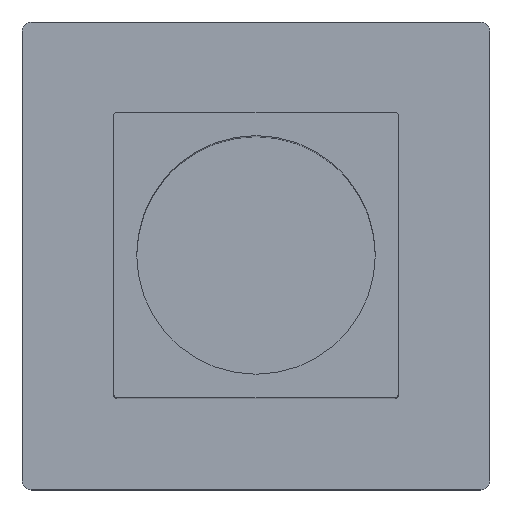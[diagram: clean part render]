
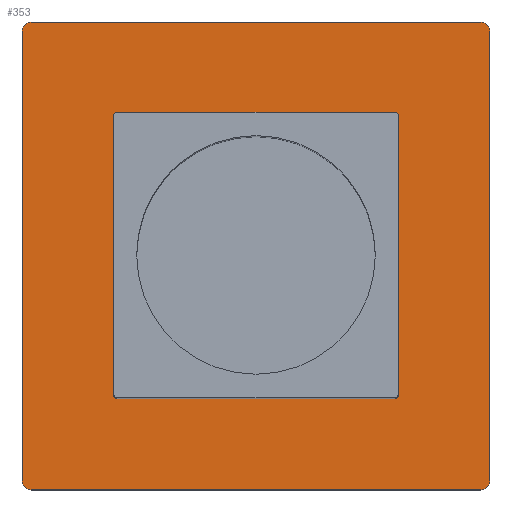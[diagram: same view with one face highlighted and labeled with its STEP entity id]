
A CAD part, top view. The second image highlights one B-rep face of the part: STEP entity #353.
In plain terms, the highlighted planar face has unit normal (0, 0, 1).
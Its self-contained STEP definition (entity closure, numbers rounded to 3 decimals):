
#24=FACE_BOUND('',#48,.T.);
#26=FACE_OUTER_BOUND('',#47,.T.);
#47=EDGE_LOOP('',(#239,#240,#241,#242,#243,#244,#245,#246));
#48=EDGE_LOOP('',(#247,#248,#249,#250,#251,#252,#253,#254));
#70=LINE('',#546,#103);
#71=LINE('',#550,#104);
#72=LINE('',#554,#105);
#73=LINE('',#557,#106);
#74=LINE('',#560,#107);
#75=LINE('',#564,#108);
#76=LINE('',#568,#109);
#77=LINE('',#572,#110);
#103=VECTOR('',#433,10.);
#104=VECTOR('',#436,10.);
#105=VECTOR('',#439,10.);
#106=VECTOR('',#442,10.);
#107=VECTOR('',#443,10.);
#108=VECTOR('',#446,10.);
#109=VECTOR('',#449,10.);
#110=VECTOR('',#452,10.);
#136=CIRCLE('',#389,2.);
#137=CIRCLE('',#390,2.);
#138=CIRCLE('',#391,2.);
#139=CIRCLE('',#392,2.);
#140=CIRCLE('',#393,1.);
#141=CIRCLE('',#394,1.);
#142=CIRCLE('',#395,1.);
#143=CIRCLE('',#396,1.);
#154=VERTEX_POINT('',#542);
#155=VERTEX_POINT('',#543);
#156=VERTEX_POINT('',#545);
#157=VERTEX_POINT('',#547);
#158=VERTEX_POINT('',#549);
#159=VERTEX_POINT('',#551);
#160=VERTEX_POINT('',#553);
#161=VERTEX_POINT('',#555);
#162=VERTEX_POINT('',#558);
#163=VERTEX_POINT('',#559);
#164=VERTEX_POINT('',#561);
#165=VERTEX_POINT('',#563);
#166=VERTEX_POINT('',#565);
#167=VERTEX_POINT('',#567);
#168=VERTEX_POINT('',#569);
#169=VERTEX_POINT('',#571);
#188=EDGE_CURVE('',#154,#155,#136,.T.);
#189=EDGE_CURVE('',#156,#155,#70,.T.);
#190=EDGE_CURVE('',#156,#157,#137,.T.);
#191=EDGE_CURVE('',#158,#157,#71,.T.);
#192=EDGE_CURVE('',#158,#159,#138,.T.);
#193=EDGE_CURVE('',#160,#159,#72,.T.);
#194=EDGE_CURVE('',#160,#161,#139,.T.);
#195=EDGE_CURVE('',#154,#161,#73,.T.);
#196=EDGE_CURVE('',#162,#163,#74,.T.);
#197=EDGE_CURVE('',#164,#163,#140,.T.);
#198=EDGE_CURVE('',#164,#165,#75,.T.);
#199=EDGE_CURVE('',#166,#165,#141,.T.);
#200=EDGE_CURVE('',#166,#167,#76,.T.);
#201=EDGE_CURVE('',#168,#167,#142,.T.);
#202=EDGE_CURVE('',#168,#169,#77,.T.);
#203=EDGE_CURVE('',#162,#169,#143,.T.);
#239=ORIENTED_EDGE('',*,*,#188,.T.);
#240=ORIENTED_EDGE('',*,*,#189,.F.);
#241=ORIENTED_EDGE('',*,*,#190,.T.);
#242=ORIENTED_EDGE('',*,*,#191,.F.);
#243=ORIENTED_EDGE('',*,*,#192,.T.);
#244=ORIENTED_EDGE('',*,*,#193,.F.);
#245=ORIENTED_EDGE('',*,*,#194,.T.);
#246=ORIENTED_EDGE('',*,*,#195,.F.);
#247=ORIENTED_EDGE('',*,*,#196,.T.);
#248=ORIENTED_EDGE('',*,*,#197,.F.);
#249=ORIENTED_EDGE('',*,*,#198,.T.);
#250=ORIENTED_EDGE('',*,*,#199,.F.);
#251=ORIENTED_EDGE('',*,*,#200,.T.);
#252=ORIENTED_EDGE('',*,*,#201,.F.);
#253=ORIENTED_EDGE('',*,*,#202,.T.);
#254=ORIENTED_EDGE('',*,*,#203,.F.);
#341=PLANE('',#388);
#353=ADVANCED_FACE('',(#26,#24),#341,.T.);
#388=AXIS2_PLACEMENT_3D('',#541,#429,#430);
#389=AXIS2_PLACEMENT_3D('',#544,#431,#432);
#390=AXIS2_PLACEMENT_3D('',#548,#434,#435);
#391=AXIS2_PLACEMENT_3D('',#552,#437,#438);
#392=AXIS2_PLACEMENT_3D('',#556,#440,#441);
#393=AXIS2_PLACEMENT_3D('',#562,#444,#445);
#394=AXIS2_PLACEMENT_3D('',#566,#447,#448);
#395=AXIS2_PLACEMENT_3D('',#570,#450,#451);
#396=AXIS2_PLACEMENT_3D('',#573,#453,#454);
#429=DIRECTION('center_axis',(0.,0.,1.));
#430=DIRECTION('ref_axis',(1.,0.,0.));
#431=DIRECTION('center_axis',(0.,0.,1.));
#432=DIRECTION('ref_axis',(0.,1.,0.));
#433=DIRECTION('',(0.,1.,0.));
#434=DIRECTION('center_axis',(0.,0.,1.));
#435=DIRECTION('ref_axis',(-1.,0.,0.));
#436=DIRECTION('',(-1.,0.,0.));
#437=DIRECTION('center_axis',(0.,0.,1.));
#438=DIRECTION('ref_axis',(0.,-1.,0.));
#439=DIRECTION('',(0.,-1.,0.));
#440=DIRECTION('center_axis',(0.,0.,1.));
#441=DIRECTION('ref_axis',(1.,0.,0.));
#442=DIRECTION('',(1.,0.,0.));
#443=DIRECTION('',(1.,0.,0.));
#444=DIRECTION('center_axis',(0.,0.,1.));
#445=DIRECTION('ref_axis',(1.,0.,0.));
#446=DIRECTION('',(0.,-1.,0.));
#447=DIRECTION('center_axis',(0.,0.,1.));
#448=DIRECTION('ref_axis',(0.,-1.,0.));
#449=DIRECTION('',(-1.,0.,0.));
#450=DIRECTION('center_axis',(0.,0.,1.));
#451=DIRECTION('ref_axis',(-1.,0.,0.));
#452=DIRECTION('',(0.,1.,0.));
#453=DIRECTION('center_axis',(0.,0.,1.));
#454=DIRECTION('ref_axis',(0.,1.,0.));
#541=CARTESIAN_POINT('Origin',(0.,0.,0.));
#542=CARTESIAN_POINT('',(-48.,50.,0.));
#543=CARTESIAN_POINT('',(-50.,48.,0.));
#544=CARTESIAN_POINT('Origin',(-48.,48.,0.));
#545=CARTESIAN_POINT('',(-50.,-48.,0.));
#546=CARTESIAN_POINT('',(-50.,-48.,0.));
#547=CARTESIAN_POINT('',(-48.,-50.,0.));
#548=CARTESIAN_POINT('Origin',(-48.,-48.,0.));
#549=CARTESIAN_POINT('',(48.,-50.,0.));
#550=CARTESIAN_POINT('',(48.,-50.,0.));
#551=CARTESIAN_POINT('',(50.,-48.,0.));
#552=CARTESIAN_POINT('Origin',(48.,-48.,0.));
#553=CARTESIAN_POINT('',(50.,48.,0.));
#554=CARTESIAN_POINT('',(50.,48.,0.));
#555=CARTESIAN_POINT('',(48.,50.,0.));
#556=CARTESIAN_POINT('Origin',(48.,48.,0.));
#557=CARTESIAN_POINT('',(-48.,50.,0.));
#558=CARTESIAN_POINT('',(-29.5,30.5,0.));
#559=CARTESIAN_POINT('',(29.5,30.5,0.));
#560=CARTESIAN_POINT('',(-29.5,30.5,0.));
#561=CARTESIAN_POINT('',(30.5,29.5,0.));
#562=CARTESIAN_POINT('Origin',(29.5,29.5,0.));
#563=CARTESIAN_POINT('',(30.5,-29.5,0.));
#564=CARTESIAN_POINT('',(30.5,29.5,0.));
#565=CARTESIAN_POINT('',(29.5,-30.5,0.));
#566=CARTESIAN_POINT('Origin',(29.5,-29.5,0.));
#567=CARTESIAN_POINT('',(-29.5,-30.5,0.));
#568=CARTESIAN_POINT('',(29.5,-30.5,0.));
#569=CARTESIAN_POINT('',(-30.5,-29.5,0.));
#570=CARTESIAN_POINT('Origin',(-29.5,-29.5,0.));
#571=CARTESIAN_POINT('',(-30.5,29.5,0.));
#572=CARTESIAN_POINT('',(-30.5,-29.5,0.));
#573=CARTESIAN_POINT('Origin',(-29.5,29.5,0.));
